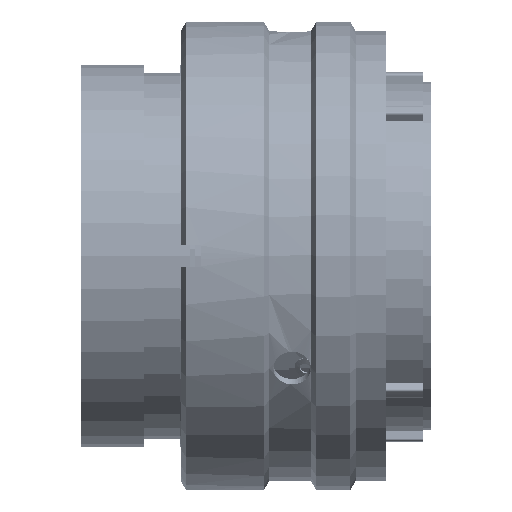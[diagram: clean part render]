
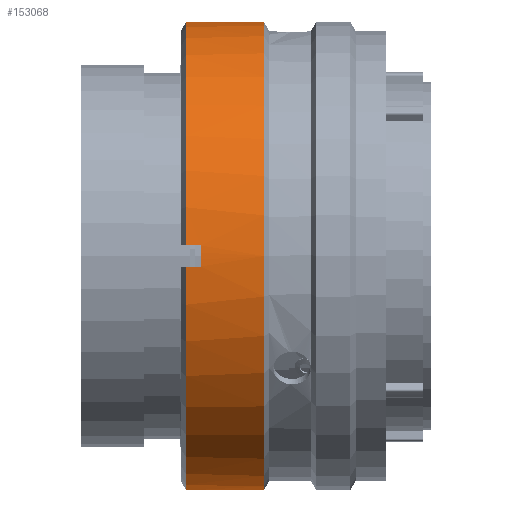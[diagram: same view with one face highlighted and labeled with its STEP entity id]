
A CAD part, front view. The second image highlights one B-rep face of the part: STEP entity #153068.
In plain terms, the highlighted cylindrical face has radius 22.25 mm (diameter 44.5 mm), a partial arc.
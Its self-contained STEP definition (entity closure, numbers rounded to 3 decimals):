
#9411 = CARTESIAN_POINT ( 'NONE',  ( 29.07, 0., -22.25 ) ) ;
#11885 = CIRCLE ( 'NONE', #36870, 22.25 ) ;
#13395 = LINE ( 'NONE', #25885, #177880 ) ;
#15438 = AXIS2_PLACEMENT_3D ( 'NONE', #217348, #113921, #182622 ) ;
#16565 = EDGE_CURVE ( 'NONE', #122537, #127291, #205901, .T. ) ;
#18891 = AXIS2_PLACEMENT_3D ( 'NONE', #26984, #95412, #164074 ) ;
#20192 = EDGE_CURVE ( 'NONE', #144167, #174725, #158172, .T. ) ;
#21349 = CARTESIAN_POINT ( 'NONE',  ( 11.42, -1., 22.228 ) ) ;
#22118 = LINE ( 'NONE', #193952, #155352 ) ;
#22160 = DIRECTION ( 'NONE',  ( 0., 0., 1. ) ) ;
#25885 = CARTESIAN_POINT ( 'NONE',  ( 29.07, -22.228, 1. ) ) ;
#26307 = LINE ( 'NONE', #9411, #139122 ) ;
#26984 = CARTESIAN_POINT ( 'NONE',  ( 11.42, 0., 0. ) ) ;
#32537 = FACE_OUTER_BOUND ( 'NONE', #61769, .T. ) ;
#33769 = EDGE_CURVE ( 'NONE', #216035, #122537, #197603, .T. ) ;
#34988 = EDGE_CURVE ( 'NONE', #35954, #144167, #46634, .T. ) ;
#35954 = VERTEX_POINT ( 'NONE', #127446 ) ;
#36870 = AXIS2_PLACEMENT_3D ( 'NONE', #105719, #69960, #86723 ) ;
#37615 = CARTESIAN_POINT ( 'NONE',  ( 11.42, -1., -22.228 ) ) ;
#43513 = VERTEX_POINT ( 'NONE', #107959 ) ;
#46634 = CIRCLE ( 'NONE', #190141, 22.25 ) ;
#50338 = VERTEX_POINT ( 'NONE', #123741 ) ;
#51760 = VECTOR ( 'NONE', #208635, 1000. ) ;
#55176 = ORIENTED_EDGE ( 'NONE', *, *, #58409, .T. ) ;
#56484 = VECTOR ( 'NONE', #156248, 1000. ) ;
#58409 = EDGE_CURVE ( 'NONE', #127291, #102220, #26307, .T. ) ;
#60557 = CARTESIAN_POINT ( 'NONE',  ( 29.07, -1., -22.228 ) ) ;
#61769 = EDGE_LOOP ( 'NONE', ( #163806, #136964, #215344, #202105, #160806, #75364, #217819, #180315, #211559, #163574, #55176, #78673 ) ) ;
#62728 = VERTEX_POINT ( 'NONE', #21349 ) ;
#63913 = DIRECTION ( 'NONE',  ( 1., 0., 0. ) ) ;
#65282 = CARTESIAN_POINT ( 'NONE',  ( 29.07, 0., 22.25 ) ) ;
#67959 = EDGE_CURVE ( 'NONE', #207508, #43513, #176885, .T. ) ;
#69960 = DIRECTION ( 'NONE',  ( 1., 0., 0. ) ) ;
#70587 = DIRECTION ( 'NONE',  ( 1., 0., 0. ) ) ;
#73740 = EDGE_CURVE ( 'NONE', #43513, #35954, #13395, .T. ) ;
#74627 = EDGE_CURVE ( 'NONE', #50338, #219078, #219239, .T. ) ;
#74916 = DIRECTION ( 'NONE',  ( -1., 0., 0. ) ) ;
#75364 = ORIENTED_EDGE ( 'NONE', *, *, #34988, .T. ) ;
#76506 = DIRECTION ( 'NONE',  ( 1., 0., 0. ) ) ;
#78673 = ORIENTED_EDGE ( 'NONE', *, *, #81169, .F. ) ;
#81169 = EDGE_CURVE ( 'NONE', #219078, #102220, #104993, .T. ) ;
#86723 = DIRECTION ( 'NONE',  ( 0., 0., 1. ) ) ;
#87346 = CARTESIAN_POINT ( 'NONE',  ( 11.42, 0., 0. ) ) ;
#88548 = EDGE_CURVE ( 'NONE', #62728, #207508, #22118, .T. ) ;
#89458 = CARTESIAN_POINT ( 'NONE',  ( 29.07, 0., 0. ) ) ;
#95412 = DIRECTION ( 'NONE',  ( 1., 0., 0. ) ) ;
#97331 = CARTESIAN_POINT ( 'NONE',  ( 10.02, -1., 22.228 ) ) ;
#99478 = CARTESIAN_POINT ( 'NONE',  ( 10.02, -1., -22.228 ) ) ;
#100571 = DIRECTION ( 'NONE',  ( 1., 0., 0. ) ) ;
#102220 = VERTEX_POINT ( 'NONE', #106609 ) ;
#104993 = CIRCLE ( 'NONE', #15438, 22.25 ) ;
#105719 = CARTESIAN_POINT ( 'NONE',  ( 11.42, 0., 0. ) ) ;
#106609 = CARTESIAN_POINT ( 'NONE',  ( 17.44, 0., -22.25 ) ) ;
#107959 = CARTESIAN_POINT ( 'NONE',  ( 10.02, -22.228, 1. ) ) ;
#110131 = CARTESIAN_POINT ( 'NONE',  ( 10.02, 0., 0. ) ) ;
#110870 = AXIS2_PLACEMENT_3D ( 'NONE', #110131, #76506, #145050 ) ;
#113921 = DIRECTION ( 'NONE',  ( 1., 0., 0. ) ) ;
#122537 = VERTEX_POINT ( 'NONE', #37615 ) ;
#123741 = CARTESIAN_POINT ( 'NONE',  ( 11.42, 0., 22.25 ) ) ;
#127291 = VERTEX_POINT ( 'NONE', #214527 ) ;
#127446 = CARTESIAN_POINT ( 'NONE',  ( 11.42, -22.228, 1. ) ) ;
#128166 = VECTOR ( 'NONE', #63913, 1000. ) ;
#129172 = DIRECTION ( 'NONE',  ( 1., 0., 0. ) ) ;
#130749 = DIRECTION ( 'NONE',  ( 1., 0., 0. ) ) ;
#136964 = ORIENTED_EDGE ( 'NONE', *, *, #152851, .T. ) ;
#139122 = VECTOR ( 'NONE', #130749, 1000. ) ;
#143425 = DIRECTION ( 'NONE',  ( 1., 0., 0. ) ) ;
#144167 = VERTEX_POINT ( 'NONE', #182144 ) ;
#145050 = DIRECTION ( 'NONE',  ( 0., 0., -1. ) ) ;
#152851 = EDGE_CURVE ( 'NONE', #50338, #62728, #11885, .T. ) ;
#153068 = ADVANCED_FACE ( 'NONE', ( #32537 ), #190670, .T. ) ;
#155352 = VECTOR ( 'NONE', #74916, 1000. ) ;
#156248 = DIRECTION ( 'NONE',  ( 1., 0., 0. ) ) ;
#158172 = LINE ( 'NONE', #175029, #51760 ) ;
#160806 = ORIENTED_EDGE ( 'NONE', *, *, #73740, .T. ) ;
#161195 = CIRCLE ( 'NONE', #110870, 22.25 ) ;
#163574 = ORIENTED_EDGE ( 'NONE', *, *, #16565, .T. ) ;
#163806 = ORIENTED_EDGE ( 'NONE', *, *, #74627, .F. ) ;
#164074 = DIRECTION ( 'NONE',  ( 0., 0., 1. ) ) ;
#164130 = CARTESIAN_POINT ( 'NONE',  ( 10.02, -22.228, -1. ) ) ;
#174725 = VERTEX_POINT ( 'NONE', #164130 ) ;
#175029 = CARTESIAN_POINT ( 'NONE',  ( 29.07, -22.228, -1. ) ) ;
#176885 = CIRCLE ( 'NONE', #187575, 22.25 ) ;
#177880 = VECTOR ( 'NONE', #129172, 1000. ) ;
#180254 = AXIS2_PLACEMENT_3D ( 'NONE', #89458, #143425, #191761 ) ;
#180315 = ORIENTED_EDGE ( 'NONE', *, *, #194949, .T. ) ;
#182144 = CARTESIAN_POINT ( 'NONE',  ( 11.42, -22.228, -1. ) ) ;
#182622 = DIRECTION ( 'NONE',  ( 0., 0., -1. ) ) ;
#186140 = CARTESIAN_POINT ( 'NONE',  ( 17.44, 0., 22.25 ) ) ;
#187575 = AXIS2_PLACEMENT_3D ( 'NONE', #189420, #100571, #205088 ) ;
#189420 = CARTESIAN_POINT ( 'NONE',  ( 10.02, 0., 0. ) ) ;
#190141 = AXIS2_PLACEMENT_3D ( 'NONE', #87346, #70587, #22160 ) ;
#190670 = CYLINDRICAL_SURFACE ( 'NONE', #180254, 22.25 ) ;
#191761 = DIRECTION ( 'NONE',  ( 0., 0., -1. ) ) ;
#193952 = CARTESIAN_POINT ( 'NONE',  ( 29.07, -1., 22.228 ) ) ;
#194949 = EDGE_CURVE ( 'NONE', #174725, #216035, #161195, .T. ) ;
#197603 = LINE ( 'NONE', #60557, #128166 ) ;
#202105 = ORIENTED_EDGE ( 'NONE', *, *, #67959, .T. ) ;
#205088 = DIRECTION ( 'NONE',  ( 0., 0., -1. ) ) ;
#205901 = CIRCLE ( 'NONE', #18891, 22.25 ) ;
#207508 = VERTEX_POINT ( 'NONE', #97331 ) ;
#208635 = DIRECTION ( 'NONE',  ( -1., 0., 0. ) ) ;
#211559 = ORIENTED_EDGE ( 'NONE', *, *, #33769, .T. ) ;
#214527 = CARTESIAN_POINT ( 'NONE',  ( 11.42, 0., -22.25 ) ) ;
#215344 = ORIENTED_EDGE ( 'NONE', *, *, #88548, .T. ) ;
#216035 = VERTEX_POINT ( 'NONE', #99478 ) ;
#217348 = CARTESIAN_POINT ( 'NONE',  ( 17.44, 0., 0. ) ) ;
#217819 = ORIENTED_EDGE ( 'NONE', *, *, #20192, .T. ) ;
#219078 = VERTEX_POINT ( 'NONE', #186140 ) ;
#219239 = LINE ( 'NONE', #65282, #56484 ) ;
